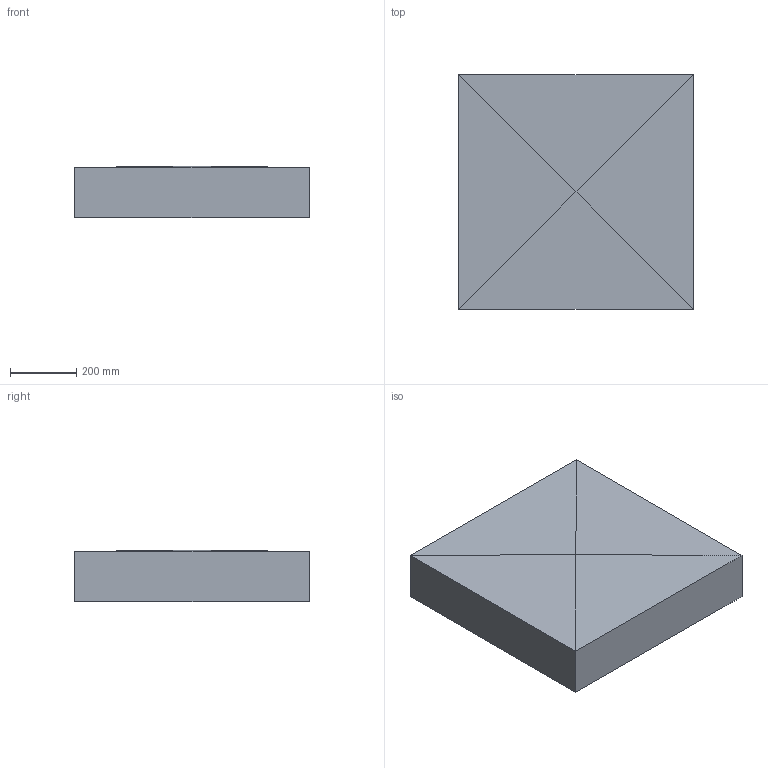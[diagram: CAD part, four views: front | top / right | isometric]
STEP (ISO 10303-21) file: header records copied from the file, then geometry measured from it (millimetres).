
FILE_DESCRIPTION(/* description */ (''),/* implementation_level */ '2;1');
FILE_NAME(/* name */ 'E - PCAP - 10.step',/* time_stamp */ '2022-04-06T12:40:02-05:00',/* author */ (''),/* organization */ (''),/* preprocessor_version */ 'ST-DEVELOPER v18.1',/* originating_system */ 'Autodesk Translation Framework v10.14.0.1471',/* authorisation */ '');
FILE_SCHEMA (('AUTOMOTIVE_DESIGN { 1 0 10303 214 3 1 1 }'));
Length unit declared in the file: inch
Products named in the file (1): E - PCAP - 10
Bounding box: 711.2 x 711.2 x 155.57 mm (x, y, z)
Volume: 77620059.8 mm3; surface area: 1445178.6 mm2
Topology: 1 solids, 1 shells, 9 faces, 16 edges, 9 vertices
Faces by surface type: plane 9
Entity records: 245 total; most frequent: DIRECTION 36, CARTESIAN_POINT 35, ORIENTED_EDGE 32, LINE 16, VECTOR 16, EDGE_CURVE 16, AXIS2_PLACEMENT_3D 10, FACE_OUTER_BOUND 9
